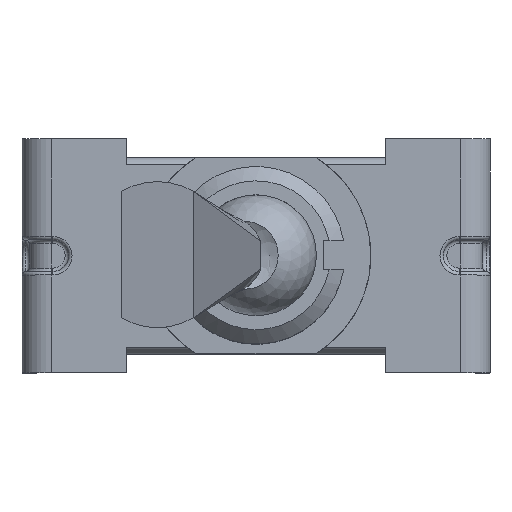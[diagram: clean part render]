
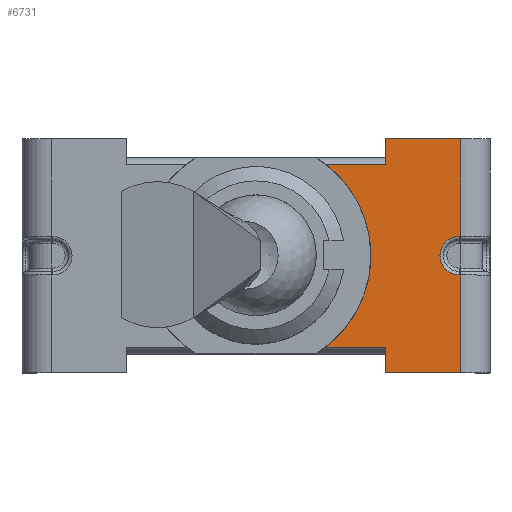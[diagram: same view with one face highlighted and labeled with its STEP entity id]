
A CAD part, top view. The second image highlights one B-rep face of the part: STEP entity #6731.
In plain terms, the highlighted planar face has unit normal (0, 0, 1).
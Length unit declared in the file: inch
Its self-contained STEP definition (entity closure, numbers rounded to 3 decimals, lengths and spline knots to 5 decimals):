
#610=LINE('',#10567,#1292);
#722=LINE('',#10987,#1404);
#744=LINE('',#11151,#1426);
#767=LINE('',#11213,#1449);
#768=LINE('',#11224,#1450);
#779=LINE('',#11247,#1461);
#790=LINE('',#11269,#1472);
#795=LINE('',#11276,#1477);
#797=LINE('',#11281,#1479);
#803=LINE('',#11291,#1485);
#1292=VECTOR('',#8463,0.3937);
#1404=VECTOR('',#8891,0.3937);
#1426=VECTOR('',#9017,0.3937);
#1449=VECTOR('',#9072,0.3937);
#1450=VECTOR('',#9091,0.3937);
#1461=VECTOR('',#9122,0.3937);
#1472=VECTOR('',#9139,0.3937);
#1477=VECTOR('',#9148,0.3937);
#1479=VECTOR('',#9152,0.3937);
#1485=VECTOR('',#9162,0.3937);
#1795=PLANE('',#7407);
#2184=FACE_OUTER_BOUND('',#2597,.T.);
#2597=EDGE_LOOP('',(#6196,#6197,#6198,#6199,#6200,#6201,#6202,#6203,#6204,
#6205,#6206,#6207));
#2713=CIRCLE('',#7088,0.15709);
#2844=CIRCLE('',#7331,0.02638);
#3170=VERTEX_POINT('',#10492);
#3171=VERTEX_POINT('',#10494);
#3196=VERTEX_POINT('',#10555);
#3201=VERTEX_POINT('',#10565);
#3329=VERTEX_POINT('',#10981);
#3331=VERTEX_POINT('',#10985);
#3364=VERTEX_POINT('',#11148);
#3388=VERTEX_POINT('',#11212);
#3389=VERTEX_POINT('',#11218);
#3391=VERTEX_POINT('',#11245);
#3399=VERTEX_POINT('',#11268);
#3401=VERTEX_POINT('',#11280);
#3930=EDGE_CURVE('',#3170,#3171,#2713,.T.);
#3966=EDGE_CURVE('',#3201,#3196,#610,.T.);
#4165=EDGE_CURVE('',#3329,#3331,#722,.T.);
#4222=EDGE_CURVE('',#3201,#3364,#744,.T.);
#4254=EDGE_CURVE('',#3329,#3388,#767,.T.);
#4257=EDGE_CURVE('',#3388,#3389,#2844,.T.);
#4260=EDGE_CURVE('',#3389,#3364,#768,.T.);
#4271=EDGE_CURVE('',#3391,#3331,#779,.T.);
#4282=EDGE_CURVE('',#3399,#3171,#790,.T.);
#4287=EDGE_CURVE('',#3391,#3399,#795,.T.);
#4289=EDGE_CURVE('',#3401,#3196,#797,.T.);
#4295=EDGE_CURVE('',#3170,#3401,#803,.T.);
#6196=ORIENTED_EDGE('',*,*,#3930,.F.);
#6197=ORIENTED_EDGE('',*,*,#4295,.T.);
#6198=ORIENTED_EDGE('',*,*,#4289,.T.);
#6199=ORIENTED_EDGE('',*,*,#3966,.F.);
#6200=ORIENTED_EDGE('',*,*,#4222,.T.);
#6201=ORIENTED_EDGE('',*,*,#4260,.F.);
#6202=ORIENTED_EDGE('',*,*,#4257,.F.);
#6203=ORIENTED_EDGE('',*,*,#4254,.F.);
#6204=ORIENTED_EDGE('',*,*,#4165,.T.);
#6205=ORIENTED_EDGE('',*,*,#4271,.F.);
#6206=ORIENTED_EDGE('',*,*,#4287,.T.);
#6207=ORIENTED_EDGE('',*,*,#4282,.T.);
#6731=ADVANCED_FACE('',(#2184),#1795,.T.);
#7088=AXIS2_PLACEMENT_3D('',#10495,#8408,#8409);
#7331=AXIS2_PLACEMENT_3D('',#11219,#9081,#9082);
#7407=AXIS2_PLACEMENT_3D('',#11408,#9310,#9311);
#8408=DIRECTION('center_axis',(0.,0.,
1.));
#8409=DIRECTION('ref_axis',(-1.,0.,0.));
#8463=DIRECTION('',(-1.,0.,0.));
#8891=DIRECTION('',(0.,1.,0.));
#9017=DIRECTION('',(0.,1.,0.));
#9072=DIRECTION('',(-1.,0.,0.));
#9081=DIRECTION('center_axis',(0.,0.,
1.));
#9082=DIRECTION('ref_axis',(-1.,0.,0.));
#9091=DIRECTION('',(1.,0.,0.));
#9122=DIRECTION('',(1.,0.,0.));
#9139=DIRECTION('',(-1.,0.,0.));
#9148=DIRECTION('',(0.,-1.,0.));
#9152=DIRECTION('',(0.,-1.,0.));
#9162=DIRECTION('',(1.,0.,0.));
#9310=DIRECTION('center_axis',(0.,0.,
1.));
#9311=DIRECTION('ref_axis',(-1.,0.,0.));
#10492=CARTESIAN_POINT('',(0.09462,-0.12539,0.37008));
#10494=CARTESIAN_POINT('',(0.09462,0.12539,0.37008));
#10495=CARTESIAN_POINT('Origin',(0.,0.,
0.37008));
#10555=CARTESIAN_POINT('',(0.17717,-0.16004,0.37008));
#10565=CARTESIAN_POINT('',(0.27992,-0.16004,0.37008));
#10567=CARTESIAN_POINT('',(0.32008,-0.16004,0.37008));
#10981=CARTESIAN_POINT('',(0.27992,0.02638,0.37008));
#10985=CARTESIAN_POINT('',(0.27992,0.16004,0.37008));
#10987=CARTESIAN_POINT('',(0.27992,-0.08002,0.37008));
#11148=CARTESIAN_POINT('',(0.27992,-0.02638,0.37008));
#11151=CARTESIAN_POINT('',(0.27992,-0.08002,0.37008));
#11212=CARTESIAN_POINT('',(0.27795,0.02638,0.37008));
#11213=CARTESIAN_POINT('',(0.16004,0.02638,0.37008));
#11218=CARTESIAN_POINT('',(0.27795,-0.02638,0.37008));
#11219=CARTESIAN_POINT('Origin',(0.27795,0.,
0.37008));
#11224=CARTESIAN_POINT('',(0.16004,-0.02638,0.37008));
#11245=CARTESIAN_POINT('',(0.17717,0.16004,0.37008));
#11247=CARTESIAN_POINT('',(-0.32008,0.16004,0.37008));
#11268=CARTESIAN_POINT('',(0.17717,0.12539,0.37008));
#11269=CARTESIAN_POINT('',(-0.08858,0.12539,0.37008));
#11276=CARTESIAN_POINT('',(0.17717,0.0627,0.37008));
#11280=CARTESIAN_POINT('',(0.17717,-0.12539,0.37008));
#11281=CARTESIAN_POINT('',(0.17717,-0.08002,0.37008));
#11291=CARTESIAN_POINT('',(0.08858,-0.12539,0.37008));
#11408=CARTESIAN_POINT('Origin',(0.,0.,
0.37008));
